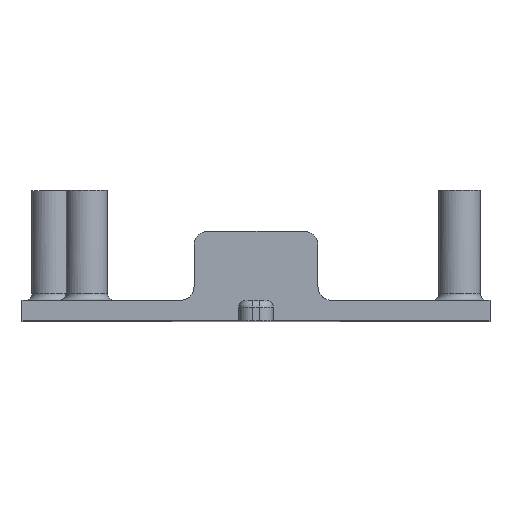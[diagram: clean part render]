
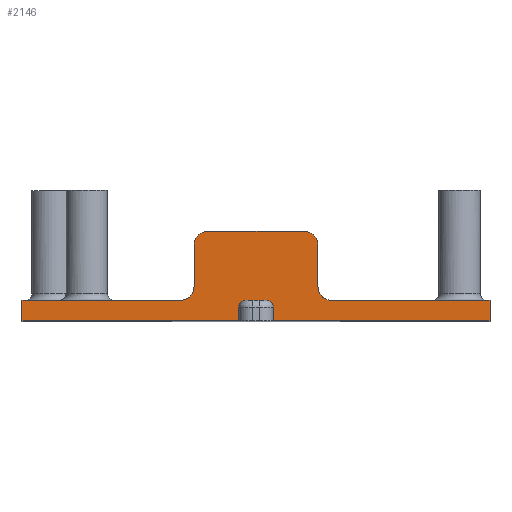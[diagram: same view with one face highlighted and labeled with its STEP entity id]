
A CAD part, top view. The second image highlights one B-rep face of the part: STEP entity #2146.
In plain terms, the highlighted planar face has unit normal (0, 0, 1).
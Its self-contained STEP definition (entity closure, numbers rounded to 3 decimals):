
#122=PLANE('',#2401);
#249=FACE_OUTER_BOUND('',#390,.T.);
#390=EDGE_LOOP('',(#1953,#1954,#1955,#1956,#1957,#1958,#1959,#1960,#1961,
#1962,#1963,#1964,#1965,#1966,#1967,#1968,#1969,#1970));
#411=LINE('',#3111,#595);
#426=LINE('',#3140,#610);
#430=LINE('',#3147,#614);
#482=LINE('',#3515,#666);
#489=LINE('',#3534,#673);
#505=LINE('',#3563,#689);
#512=LINE('',#3582,#696);
#513=LINE('',#3584,#697);
#552=LINE('',#3709,#736);
#558=LINE('',#3730,#742);
#560=LINE('',#3736,#744);
#575=LINE('',#3779,#759);
#595=VECTOR('',#2456,10.);
#610=VECTOR('',#2473,10.);
#614=VECTOR('',#2477,10.);
#666=VECTOR('',#2755,10.);
#673=VECTOR('',#2774,10.);
#689=VECTOR('',#2790,10.);
#696=VECTOR('',#2811,10.);
#697=VECTOR('',#2814,10.);
#736=VECTOR('',#2957,10.);
#742=VECTOR('',#2983,10.);
#744=VECTOR('',#2991,10.);
#759=VECTOR('',#3050,10.);
#825=CIRCLE('',#2283,1.);
#834=CIRCLE('',#2294,1.);
#862=CIRCLE('',#2365,2.);
#864=CIRCLE('',#2373,2.);
#865=CIRCLE('',#2375,2.);
#866=CIRCLE('',#2378,2.);
#889=VERTEX_POINT('',#3108);
#890=VERTEX_POINT('',#3110);
#902=VERTEX_POINT('',#3137);
#903=VERTEX_POINT('',#3139);
#906=VERTEX_POINT('',#3145);
#976=VERTEX_POINT('',#3438);
#977=VERTEX_POINT('',#3440);
#991=VERTEX_POINT('',#3504);
#992=VERTEX_POINT('',#3506);
#997=VERTEX_POINT('',#3531);
#998=VERTEX_POINT('',#3533);
#1011=VERTEX_POINT('',#3562);
#1047=VERTEX_POINT('',#3699);
#1048=VERTEX_POINT('',#3701);
#1050=VERTEX_POINT('',#3707);
#1054=VERTEX_POINT('',#3722);
#1055=VERTEX_POINT('',#3728);
#1056=VERTEX_POINT('',#3732);
#1090=EDGE_CURVE('',#890,#889,#411,.T.);
#1105=EDGE_CURVE('',#902,#903,#426,.T.);
#1109=EDGE_CURVE('',#906,#889,#430,.T.);
#1217=EDGE_CURVE('',#976,#977,#825,.F.);
#1236=EDGE_CURVE('',#991,#992,#834,.F.);
#1241=EDGE_CURVE('',#976,#992,#482,.T.);
#1250=EDGE_CURVE('',#998,#997,#489,.T.);
#1266=EDGE_CURVE('',#1011,#890,#505,.T.);
#1278=EDGE_CURVE('',#991,#1011,#512,.T.);
#1279=EDGE_CURVE('',#997,#977,#513,.T.);
#1332=EDGE_CURVE('',#1047,#1048,#862,.T.);
#1336=EDGE_CURVE('',#1050,#1047,#552,.T.);
#1344=EDGE_CURVE('',#1054,#906,#864,.T.);
#1345=EDGE_CURVE('',#903,#1050,#865,.T.);
#1347=EDGE_CURVE('',#1054,#1055,#558,.T.);
#1348=EDGE_CURVE('',#1056,#1055,#866,.T.);
#1350=EDGE_CURVE('',#1056,#1048,#560,.T.);
#1369=EDGE_CURVE('',#998,#902,#575,.T.);
#1953=ORIENTED_EDGE('',*,*,#1278,.T.);
#1954=ORIENTED_EDGE('',*,*,#1266,.T.);
#1955=ORIENTED_EDGE('',*,*,#1090,.T.);
#1956=ORIENTED_EDGE('',*,*,#1109,.F.);
#1957=ORIENTED_EDGE('',*,*,#1344,.F.);
#1958=ORIENTED_EDGE('',*,*,#1347,.T.);
#1959=ORIENTED_EDGE('',*,*,#1348,.F.);
#1960=ORIENTED_EDGE('',*,*,#1350,.T.);
#1961=ORIENTED_EDGE('',*,*,#1332,.F.);
#1962=ORIENTED_EDGE('',*,*,#1336,.F.);
#1963=ORIENTED_EDGE('',*,*,#1345,.F.);
#1964=ORIENTED_EDGE('',*,*,#1105,.F.);
#1965=ORIENTED_EDGE('',*,*,#1369,.F.);
#1966=ORIENTED_EDGE('',*,*,#1250,.T.);
#1967=ORIENTED_EDGE('',*,*,#1279,.T.);
#1968=ORIENTED_EDGE('',*,*,#1217,.F.);
#1969=ORIENTED_EDGE('',*,*,#1241,.T.);
#1970=ORIENTED_EDGE('',*,*,#1236,.F.);
#2146=ADVANCED_FACE('',(#249),#122,.T.);
#2283=AXIS2_PLACEMENT_3D('',#3441,#2711,#2712);
#2294=AXIS2_PLACEMENT_3D('',#3507,#2740,#2741);
#2365=AXIS2_PLACEMENT_3D('',#3702,#2950,#2951);
#2373=AXIS2_PLACEMENT_3D('',#3724,#2974,#2975);
#2375=AXIS2_PLACEMENT_3D('',#3726,#2978,#2979);
#2378=AXIS2_PLACEMENT_3D('',#3733,#2986,#2987);
#2401=AXIS2_PLACEMENT_3D('',#3778,#3048,#3049);
#2456=DIRECTION('',(0.,1.,0.));
#2473=DIRECTION('',(1.,0.,0.));
#2477=DIRECTION('',(1.,0.,0.));
#2711=DIRECTION('center_axis',(0.,0.,-1.));
#2712=DIRECTION('ref_axis',(-0.707,0.707,0.));
#2740=DIRECTION('center_axis',(0.,0.,-1.));
#2741=DIRECTION('ref_axis',(0.707,0.707,0.));
#2755=DIRECTION('',(1.,0.,0.));
#2774=DIRECTION('',(1.,0.,0.));
#2790=DIRECTION('',(1.,0.,0.));
#2811=DIRECTION('',(0.,-1.,0.));
#2814=DIRECTION('',(0.,1.,0.));
#2950=DIRECTION('center_axis',(0.,0.,-1.));
#2951=DIRECTION('ref_axis',(-0.707,0.707,0.));
#2957=DIRECTION('',(0.,1.,0.));
#2974=DIRECTION('center_axis',(0.,0.,1.));
#2975=DIRECTION('ref_axis',(-0.707,-0.707,0.));
#2978=DIRECTION('center_axis',(0.,0.,1.));
#2979=DIRECTION('ref_axis',(0.707,-0.707,0.));
#2983=DIRECTION('',(0.,1.,0.));
#2986=DIRECTION('center_axis',(0.,0.,-1.));
#2987=DIRECTION('ref_axis',(0.707,0.707,0.));
#2991=DIRECTION('',(-1.,0.,0.));
#3048=DIRECTION('center_axis',(0.,0.,1.));
#3049=DIRECTION('ref_axis',(1.,0.,0.));
#3050=DIRECTION('',(0.,1.,0.));
#3108=CARTESIAN_POINT('',(34.,3.,33.));
#3110=CARTESIAN_POINT('',(34.,0.,33.));
#3111=CARTESIAN_POINT('',(34.,0.,33.));
#3137=CARTESIAN_POINT('',(-34.,3.,33.));
#3139=CARTESIAN_POINT('',(-11.,3.,33.));
#3140=CARTESIAN_POINT('',(-34.,3.,33.));
#3145=CARTESIAN_POINT('',(11.,3.,33.));
#3147=CARTESIAN_POINT('',(-34.,3.,33.));
#3438=CARTESIAN_POINT('',(-1.5,3.,33.));
#3440=CARTESIAN_POINT('',(-2.5,2.,33.));
#3441=CARTESIAN_POINT('Origin',(-1.5,2.,33.));
#3504=CARTESIAN_POINT('',(2.5,2.,33.));
#3506=CARTESIAN_POINT('',(1.5,3.,33.));
#3507=CARTESIAN_POINT('Origin',(1.5,2.,33.));
#3515=CARTESIAN_POINT('',(-17.,3.,33.));
#3531=CARTESIAN_POINT('',(-2.5,0.,33.));
#3533=CARTESIAN_POINT('',(-34.,0.,33.));
#3534=CARTESIAN_POINT('',(-34.,0.,33.));
#3562=CARTESIAN_POINT('',(2.5,0.,33.));
#3563=CARTESIAN_POINT('',(-34.,0.,33.));
#3582=CARTESIAN_POINT('',(2.5,0.,33.));
#3584=CARTESIAN_POINT('',(-2.5,0.,33.));
#3699=CARTESIAN_POINT('',(-9.,11.,33.));
#3701=CARTESIAN_POINT('',(-7.,13.,33.));
#3702=CARTESIAN_POINT('Origin',(-7.,11.,33.));
#3707=CARTESIAN_POINT('',(-9.,5.,33.));
#3709=CARTESIAN_POINT('',(-9.,3.,33.));
#3722=CARTESIAN_POINT('',(9.,5.,33.));
#3724=CARTESIAN_POINT('Origin',(11.,5.,33.));
#3726=CARTESIAN_POINT('Origin',(-11.,5.,33.));
#3728=CARTESIAN_POINT('',(9.,11.,33.));
#3730=CARTESIAN_POINT('',(9.,3.,33.));
#3732=CARTESIAN_POINT('',(7.,13.,33.));
#3733=CARTESIAN_POINT('Origin',(7.,11.,33.));
#3736=CARTESIAN_POINT('',(9.,13.,33.));
#3778=CARTESIAN_POINT('Origin',(-34.,0.,33.));
#3779=CARTESIAN_POINT('',(-34.,0.,33.));
